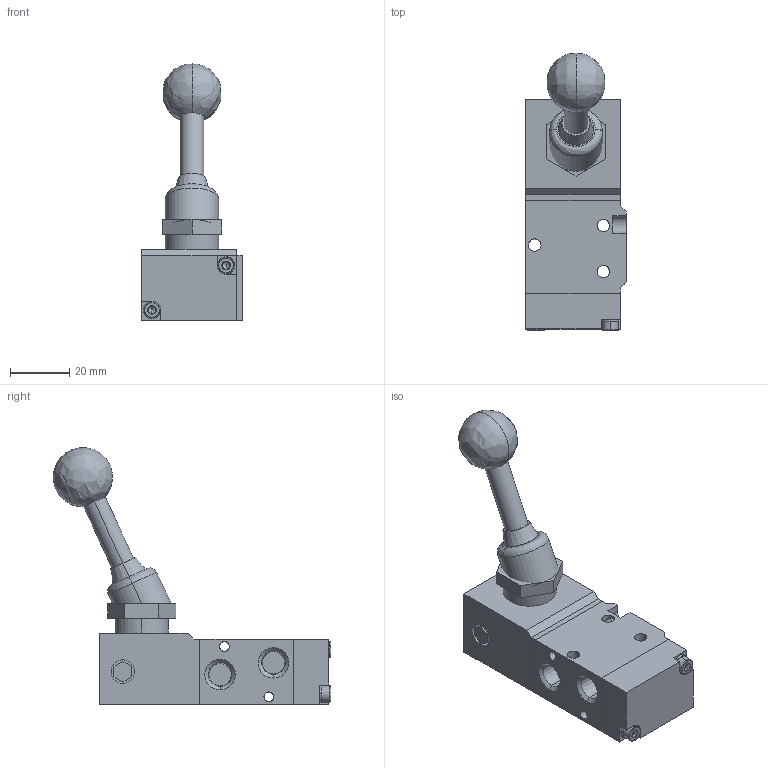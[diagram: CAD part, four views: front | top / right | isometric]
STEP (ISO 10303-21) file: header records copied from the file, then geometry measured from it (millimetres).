
FILE_DESCRIPTION (( 'STEP AP203' ), '1' );
FILE_NAME ('7010000100U.step', '2024-02-07T21:26:57', ( '' ), ( '' ), 'SwSTEP 2.0', 'SolidWorks 2023', '' );
FILE_SCHEMA (( 'CONFIG_CONTROL_DESIGN' ));
Length unit declared in the file: inch
Products named in the file (1): 7010000100U
Bounding box: 34 x 93.56 x 86.56 mm (x, y, z)
Volume: 67124.9 mm3; surface area: 19558.9 mm2
Topology: 8 solids, 8 shells, 190 faces, 453 edges, 282 vertices
Faces by surface type: plane 100, cylinder 44, cone 30, bspline 16
Entity records: 6023 total; most frequent: CARTESIAN_POINT 1580, DIRECTION 906, ORIENTED_EDGE 890, EDGE_CURVE 445, AXIS2_PLACEMENT_3D 324, VERTEX_POINT 282, LINE 258, VECTOR 258
